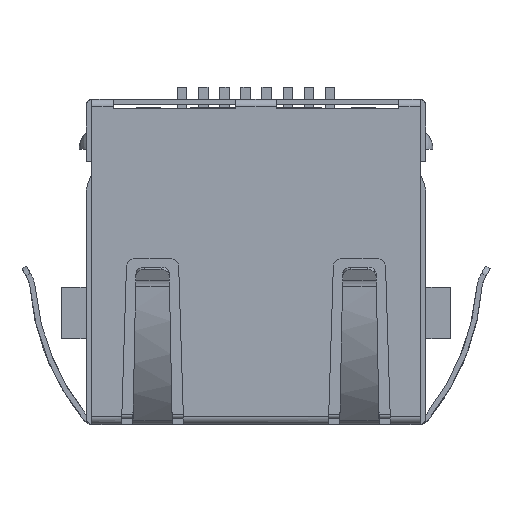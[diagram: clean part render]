
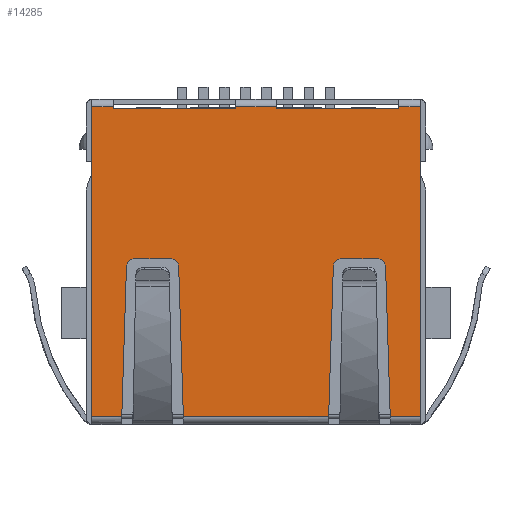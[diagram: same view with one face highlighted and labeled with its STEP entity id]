
A CAD part, top view. The second image highlights one B-rep face of the part: STEP entity #14285.
In plain terms, the highlighted planar face has unit normal (0, 0, 1).
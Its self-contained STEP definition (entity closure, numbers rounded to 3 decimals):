
#484=CIRCLE('',#15298,0.4);
#485=CIRCLE('',#15299,0.4);
#486=CIRCLE('',#15300,0.4);
#487=CIRCLE('',#15301,0.4);
#3562=ORIENTED_EDGE('',*,*,#6538,.F.);
#3563=ORIENTED_EDGE('',*,*,#6539,.T.);
#3564=ORIENTED_EDGE('',*,*,#6540,.F.);
#3565=ORIENTED_EDGE('',*,*,#6541,.T.);
#3566=ORIENTED_EDGE('',*,*,#6542,.F.);
#3567=ORIENTED_EDGE('',*,*,#6543,.T.);
#3568=ORIENTED_EDGE('',*,*,#6544,.F.);
#3569=ORIENTED_EDGE('',*,*,#6545,.T.);
#3570=ORIENTED_EDGE('',*,*,#6546,.F.);
#3571=ORIENTED_EDGE('',*,*,#6547,.T.);
#3572=ORIENTED_EDGE('',*,*,#6548,.F.);
#3573=ORIENTED_EDGE('',*,*,#6400,.T.);
#3574=ORIENTED_EDGE('',*,*,#6502,.F.);
#3575=ORIENTED_EDGE('',*,*,#6549,.F.);
#3576=ORIENTED_EDGE('',*,*,#6239,.F.);
#3577=ORIENTED_EDGE('',*,*,#6550,.F.);
#3578=ORIENTED_EDGE('',*,*,#6551,.F.);
#3579=ORIENTED_EDGE('',*,*,#6552,.F.);
#3580=ORIENTED_EDGE('',*,*,#6231,.F.);
#3581=ORIENTED_EDGE('',*,*,#6553,.F.);
#3582=ORIENTED_EDGE('',*,*,#6554,.F.);
#3583=ORIENTED_EDGE('',*,*,#6555,.F.);
#3584=ORIENTED_EDGE('',*,*,#6247,.T.);
#3585=ORIENTED_EDGE('',*,*,#6025,.T.);
#6025=EDGE_CURVE('',#7728,#7726,#9408,.T.);
#6231=EDGE_CURVE('',#7888,#7889,#9563,.T.);
#6239=EDGE_CURVE('',#7896,#7897,#9569,.T.);
#6247=EDGE_CURVE('',#7904,#7728,#9575,.T.);
#6400=EDGE_CURVE('',#8026,#8028,#9684,.T.);
#6502=EDGE_CURVE('',#8091,#8028,#9732,.T.);
#6538=EDGE_CURVE('',#8118,#7726,#9758,.T.);
#6539=EDGE_CURVE('',#8118,#8119,#484,.F.);
#6540=EDGE_CURVE('',#8120,#8119,#9759,.T.);
#6541=EDGE_CURVE('',#8120,#8121,#485,.F.);
#6542=EDGE_CURVE('',#8122,#8121,#9760,.T.);
#6543=EDGE_CURVE('',#8122,#8123,#9761,.T.);
#6544=EDGE_CURVE('',#8124,#8123,#9762,.T.);
#6545=EDGE_CURVE('',#8124,#8125,#486,.F.);
#6546=EDGE_CURVE('',#8126,#8125,#9763,.T.);
#6547=EDGE_CURVE('',#8126,#8127,#487,.F.);
#6548=EDGE_CURVE('',#8026,#8127,#9764,.T.);
#6549=EDGE_CURVE('',#7897,#8091,#9765,.T.);
#6550=EDGE_CURVE('',#8128,#7896,#9766,.T.);
#6551=EDGE_CURVE('',#8129,#8128,#9767,.T.);
#6552=EDGE_CURVE('',#7889,#8129,#9768,.T.);
#6553=EDGE_CURVE('',#8130,#7888,#9769,.T.);
#6554=EDGE_CURVE('',#8131,#8130,#9770,.T.);
#6555=EDGE_CURVE('',#7904,#8131,#9771,.T.);
#7726=VERTEX_POINT('',#21965);
#7728=VERTEX_POINT('',#21968);
#7888=VERTEX_POINT('',#22364);
#7889=VERTEX_POINT('',#22365);
#7896=VERTEX_POINT('',#22381);
#7897=VERTEX_POINT('',#22382);
#7904=VERTEX_POINT('',#22398);
#8026=VERTEX_POINT('',#22694);
#8028=VERTEX_POINT('',#22698);
#8091=VERTEX_POINT('',#22891);
#8118=VERTEX_POINT('',#22963);
#8119=VERTEX_POINT('',#22965);
#8120=VERTEX_POINT('',#22967);
#8121=VERTEX_POINT('',#22969);
#8122=VERTEX_POINT('',#22971);
#8123=VERTEX_POINT('',#22973);
#8124=VERTEX_POINT('',#22975);
#8125=VERTEX_POINT('',#22977);
#8126=VERTEX_POINT('',#22979);
#8127=VERTEX_POINT('',#22981);
#8128=VERTEX_POINT('',#22985);
#8129=VERTEX_POINT('',#22987);
#8130=VERTEX_POINT('',#22990);
#8131=VERTEX_POINT('',#22992);
#9408=LINE('',#21967,#11158);
#9563=LINE('',#22363,#11313);
#9569=LINE('',#22380,#11319);
#9575=LINE('',#22397,#11325);
#9684=LINE('',#22699,#11434);
#9732=LINE('',#22892,#11482);
#9758=LINE('',#22962,#11508);
#9759=LINE('',#22966,#11509);
#9760=LINE('',#22970,#11510);
#9761=LINE('',#22972,#11511);
#9762=LINE('',#22974,#11512);
#9763=LINE('',#22978,#11513);
#9764=LINE('',#22982,#11514);
#9765=LINE('',#22983,#11515);
#9766=LINE('',#22984,#11516);
#9767=LINE('',#22986,#11517);
#9768=LINE('',#22988,#11518);
#9769=LINE('',#22989,#11519);
#9770=LINE('',#22991,#11520);
#9771=LINE('',#22993,#11521);
#11158=VECTOR('',#17721,1000.);
#11313=VECTOR('',#18038,1000.);
#11319=VECTOR('',#18050,1000.);
#11325=VECTOR('',#18062,1000.);
#11434=VECTOR('',#18307,1000.);
#11482=VECTOR('',#18519,1000.);
#11508=VECTOR('',#18581,1000.);
#11509=VECTOR('',#18584,1000.);
#11510=VECTOR('',#18587,1000.);
#11511=VECTOR('',#18588,1000.);
#11512=VECTOR('',#18589,1000.);
#11513=VECTOR('',#18592,1000.);
#11514=VECTOR('',#18595,1000.);
#11515=VECTOR('',#18596,1000.);
#11516=VECTOR('',#18597,1000.);
#11517=VECTOR('',#18598,1000.);
#11518=VECTOR('',#18599,1000.);
#11519=VECTOR('',#18600,1000.);
#11520=VECTOR('',#18601,1000.);
#11521=VECTOR('',#18602,1000.);
#12281=EDGE_LOOP('',(#3562,#3563,#3564,#3565,#3566,#3567,#3568,#3569,#3570,
#3571,#3572,#3573,#3574,#3575,#3576,#3577,#3578,#3579,#3580,#3581,#3582,
#3583,#3584,#3585));
#13033=FACE_BOUND('',#12281,.T.);
#13677=PLANE('',#15297);
#14285=ADVANCED_FACE('',(#13033),#13677,.T.);
#15297=AXIS2_PLACEMENT_3D('',#22961,#18579,#18580);
#15298=AXIS2_PLACEMENT_3D('',#22964,#18582,#18583);
#15299=AXIS2_PLACEMENT_3D('',#22968,#18585,#18586);
#15300=AXIS2_PLACEMENT_3D('',#22976,#18590,#18591);
#15301=AXIS2_PLACEMENT_3D('',#22980,#18593,#18594);
#17721=DIRECTION('',(1.,0.,0.));
#18038=DIRECTION('',(0.,1.,0.));
#18050=DIRECTION('',(0.,1.,0.));
#18062=DIRECTION('',(0.,-1.,0.));
#18307=DIRECTION('',(1.,0.,0.));
#18519=DIRECTION('',(0.,-1.,0.));
#18579=DIRECTION('',(0.,0.,1.));
#18580=DIRECTION('',(0.,-1.,0.));
#18581=DIRECTION('',(-0.031,-1.,0.));
#18582=DIRECTION('',(0.,0.,1.));
#18583=DIRECTION('',(0.,-1.,0.));
#18584=DIRECTION('',(-1.,0.,0.));
#18585=DIRECTION('',(0.,0.,1.));
#18586=DIRECTION('',(0.,-1.,0.));
#18587=DIRECTION('',(-0.031,1.,0.));
#18588=DIRECTION('',(1.,0.,0.));
#18589=DIRECTION('',(-0.031,-1.,0.));
#18590=DIRECTION('',(0.,0.,1.));
#18591=DIRECTION('',(0.,-1.,0.));
#18592=DIRECTION('',(-1.,0.,0.));
#18593=DIRECTION('',(0.,0.,1.));
#18594=DIRECTION('',(0.,-1.,0.));
#18595=DIRECTION('',(-0.031,1.,0.));
#18596=DIRECTION('',(1.,0.,0.));
#18597=DIRECTION('',(1.,0.,0.));
#18598=DIRECTION('',(0.,-1.,0.));
#18599=DIRECTION('',(1.,0.,0.));
#18600=DIRECTION('',(1.,0.,0.));
#18601=DIRECTION('',(0.,-1.,0.));
#18602=DIRECTION('',(1.,0.,0.));
#21965=CARTESIAN_POINT('',(-6.489,-7.49,6.55));
#21967=CARTESIAN_POINT('',(-7.95,-7.49,6.55));
#21968=CARTESIAN_POINT('',(-7.95,-7.49,6.55));
#22363=CARTESIAN_POINT('',(-0.99,7.391,6.55));
#22364=CARTESIAN_POINT('',(-0.99,7.391,6.55));
#22365=CARTESIAN_POINT('',(-0.99,7.49,6.55));
#22380=CARTESIAN_POINT('',(6.89,7.391,6.55));
#22381=CARTESIAN_POINT('',(6.89,7.391,6.55));
#22382=CARTESIAN_POINT('',(6.89,7.49,6.55));
#22397=CARTESIAN_POINT('',(-7.95,-7.49,6.55));
#22398=CARTESIAN_POINT('',(-7.95,7.49,6.55));
#22694=CARTESIAN_POINT('',(6.489,-7.49,6.55));
#22698=CARTESIAN_POINT('',(7.95,-7.49,6.55));
#22699=CARTESIAN_POINT('',(-7.95,-7.49,6.55));
#22891=CARTESIAN_POINT('',(7.95,7.49,6.55));
#22892=CARTESIAN_POINT('',(7.95,-7.49,6.55));
#22961=CARTESIAN_POINT('',(-7.95,-7.49,6.55));
#22962=CARTESIAN_POINT('',(-6.25,0.15,6.55));
#22963=CARTESIAN_POINT('',(-6.262,-0.238,6.55));
#22964=CARTESIAN_POINT('',(-5.862,-0.25,6.55));
#22965=CARTESIAN_POINT('',(-5.862,0.15,6.55));
#22966=CARTESIAN_POINT('',(-3.75,0.15,6.55));
#22967=CARTESIAN_POINT('',(-4.138,0.15,6.55));
#22968=CARTESIAN_POINT('',(-4.138,-0.25,6.55));
#22969=CARTESIAN_POINT('',(-3.738,-0.238,6.55));
#22970=CARTESIAN_POINT('',(-3.5,-7.85,6.55));
#22971=CARTESIAN_POINT('',(-3.511,-7.49,6.55));
#22972=CARTESIAN_POINT('',(-7.95,-7.49,6.55));
#22973=CARTESIAN_POINT('',(3.511,-7.49,6.55));
#22974=CARTESIAN_POINT('',(3.75,0.15,6.55));
#22975=CARTESIAN_POINT('',(3.738,-0.238,6.55));
#22976=CARTESIAN_POINT('',(4.138,-0.25,6.55));
#22977=CARTESIAN_POINT('',(4.138,0.15,6.55));
#22978=CARTESIAN_POINT('',(6.25,0.15,6.55));
#22979=CARTESIAN_POINT('',(5.862,0.15,6.55));
#22980=CARTESIAN_POINT('',(5.862,-0.25,6.55));
#22981=CARTESIAN_POINT('',(6.262,-0.238,6.55));
#22982=CARTESIAN_POINT('',(6.5,-7.85,6.55));
#22983=CARTESIAN_POINT('',(-7.95,7.49,6.55));
#22984=CARTESIAN_POINT('',(0.99,7.391,6.55));
#22985=CARTESIAN_POINT('',(0.99,7.391,6.55));
#22986=CARTESIAN_POINT('',(0.99,7.891,6.55));
#22987=CARTESIAN_POINT('',(0.99,7.49,6.55));
#22988=CARTESIAN_POINT('',(-7.95,7.49,6.55));
#22989=CARTESIAN_POINT('',(-6.89,7.391,6.55));
#22990=CARTESIAN_POINT('',(-6.89,7.391,6.55));
#22991=CARTESIAN_POINT('',(-6.89,7.891,6.55));
#22992=CARTESIAN_POINT('',(-6.89,7.49,6.55));
#22993=CARTESIAN_POINT('',(-7.95,7.49,6.55));
